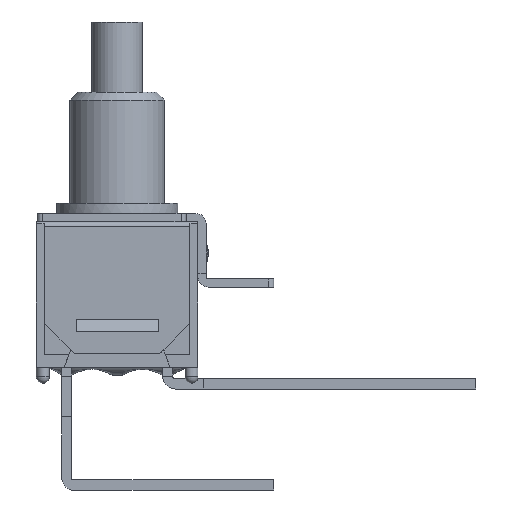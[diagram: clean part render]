
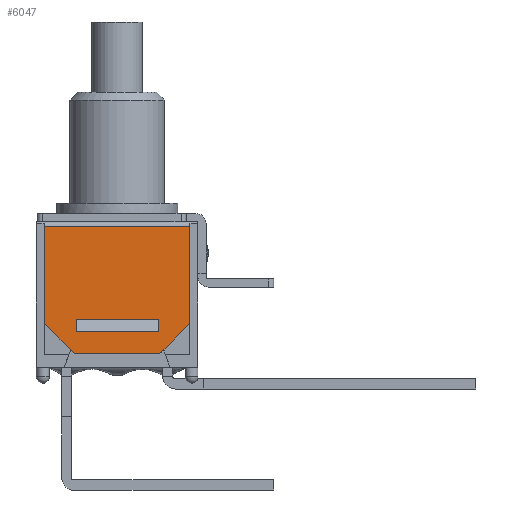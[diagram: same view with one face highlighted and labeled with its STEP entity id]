
A CAD part, front view. The second image highlights one B-rep face of the part: STEP entity #6047.
In plain terms, the highlighted planar face has unit normal (0, -1, 0).
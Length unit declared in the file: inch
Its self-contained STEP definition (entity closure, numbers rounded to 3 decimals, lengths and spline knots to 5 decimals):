
#4256=CARTESIAN_POINT('',(-0.0813,-0.1,0.07034));
#4257=VERTEX_POINT('',#4256);
#4264=CARTESIAN_POINT('',(-0.0813,-0.1,0.09567));
#4265=VERTEX_POINT('',#4264);
#4272=CARTESIAN_POINT('',(-0.0813,-0.1,0.07034));
#4273=DIRECTION('',(0.0,0.0,1.0));
#4274=VECTOR('',#4273,0.02533);
#4275=LINE('',#4272,#4274);
#4276=EDGE_CURVE('',#4257,#4265,#4275,.T.);
#4622=CARTESIAN_POINT('',(-0.1437,-0.1,0.27874));
#4623=VERTEX_POINT('',#4622);
#4631=CARTESIAN_POINT('',(0.1437,-0.1,0.27874));
#4632=VERTEX_POINT('',#4631);
#4633=CARTESIAN_POINT('',(-0.1437,-0.1,0.27874));
#4634=DIRECTION('',(1.0,0.0,0.0));
#4635=VECTOR('',#4634,0.2874);
#4636=LINE('',#4633,#4635);
#4637=EDGE_CURVE('',#4623,#4632,#4636,.T.);
#4682=CARTESIAN_POINT('',(0.1437,-0.1,0.08661));
#4683=VERTEX_POINT('',#4682);
#4684=CARTESIAN_POINT('',(0.1437,-0.1,0.08661));
#4685=DIRECTION('',(0.0,0.0,1.0));
#4686=VECTOR('',#4685,0.19213);
#4687=LINE('',#4684,#4686);
#4688=EDGE_CURVE('',#4683,#4632,#4687,.T.);
#4723=CARTESIAN_POINT('',(-0.1437,-0.1,0.08661));
#4724=VERTEX_POINT('',#4723);
#4731=CARTESIAN_POINT('',(-0.1437,-0.1,0.27874));
#4732=DIRECTION('',(0.0,0.0,-1.0));
#4733=VECTOR('',#4732,0.19213);
#4734=LINE('',#4731,#4733);
#4735=EDGE_CURVE('',#4623,#4724,#4734,.T.);
#4873=CARTESIAN_POINT('',(0.08465,-0.1,0.02756));
#4874=VERTEX_POINT('',#4873);
#4875=CARTESIAN_POINT('',(0.08465,-0.1,0.02756));
#4876=DIRECTION('',(0.707,0.0,0.707));
#4877=VECTOR('',#4876,0.08352);
#4878=LINE('',#4875,#4877);
#4879=EDGE_CURVE('',#4874,#4683,#4878,.T.);
#4936=CARTESIAN_POINT('',(-0.08465,-0.1,0.02756));
#4937=VERTEX_POINT('',#4936);
#4944=CARTESIAN_POINT('',(-0.1437,-0.1,0.08661));
#4945=DIRECTION('',(0.707,0.0,-0.707));
#4946=VECTOR('',#4945,0.08352);
#4947=LINE('',#4944,#4946);
#4948=EDGE_CURVE('',#4724,#4937,#4947,.T.);
#5010=CARTESIAN_POINT('',(0.0813,-0.1,0.07034));
#5011=VERTEX_POINT('',#5010);
#5020=CARTESIAN_POINT('',(0.0813,-0.1,0.09567));
#5021=VERTEX_POINT('',#5020);
#5022=CARTESIAN_POINT('',(0.0813,-0.1,0.09567));
#5023=DIRECTION('',(0.0,0.0,-1.0));
#5024=VECTOR('',#5023,0.02533);
#5025=LINE('',#5022,#5024);
#5026=EDGE_CURVE('',#5021,#5011,#5025,.T.);
#5049=CARTESIAN_POINT('',(-0.0813,-0.1,0.09567));
#5050=DIRECTION('',(1.0,0.0,0.0));
#5051=VECTOR('',#5050,0.1626);
#5052=LINE('',#5049,#5051);
#5053=EDGE_CURVE('',#4265,#5021,#5052,.T.);
#5065=CARTESIAN_POINT('',(0.08465,-0.1,0.02756));
#5066=DIRECTION('',(-1.0,0.0,0.0));
#5067=VECTOR('',#5066,0.16929);
#5068=LINE('',#5065,#5067);
#5069=EDGE_CURVE('',#4874,#4937,#5068,.T.);
#5537=CARTESIAN_POINT('',(-0.0813,-0.1,0.07034));
#5538=DIRECTION('',(1.0,0.0,0.0));
#5539=VECTOR('',#5538,0.1626);
#5540=LINE('',#5537,#5539);
#5541=EDGE_CURVE('',#4257,#5011,#5540,.T.);
#6028=CARTESIAN_POINT('',(-0.15807,-0.1,0.2913));
#6029=DIRECTION('',(0.0,-1.0,0.0));
#6030=DIRECTION('',(0.0,0.0,-1.0));
#6031=AXIS2_PLACEMENT_3D('',#6028,#6029,#6030);
#6032=PLANE('',#6031);
#6033=ORIENTED_EDGE('',*,*,#4637,.F.);
#6034=ORIENTED_EDGE('',*,*,#4735,.T.);
#6035=ORIENTED_EDGE('',*,*,#4948,.T.);
#6036=ORIENTED_EDGE('',*,*,#5069,.F.);
#6037=ORIENTED_EDGE('',*,*,#4879,.T.);
#6038=ORIENTED_EDGE('',*,*,#4688,.T.);
#6039=EDGE_LOOP('',(#6033,#6034,#6035,#6036,#6037,#6038));
#6040=FACE_OUTER_BOUND('',#6039,.T.);
#6041=ORIENTED_EDGE('',*,*,#5541,.F.);
#6042=ORIENTED_EDGE('',*,*,#4276,.T.);
#6043=ORIENTED_EDGE('',*,*,#5053,.T.);
#6044=ORIENTED_EDGE('',*,*,#5026,.T.);
#6045=EDGE_LOOP('',(#6041,#6042,#6043,#6044));
#6046=FACE_BOUND('',#6045,.T.);
#6047=ADVANCED_FACE('',(#6040,#6046),#6032,.T.);
